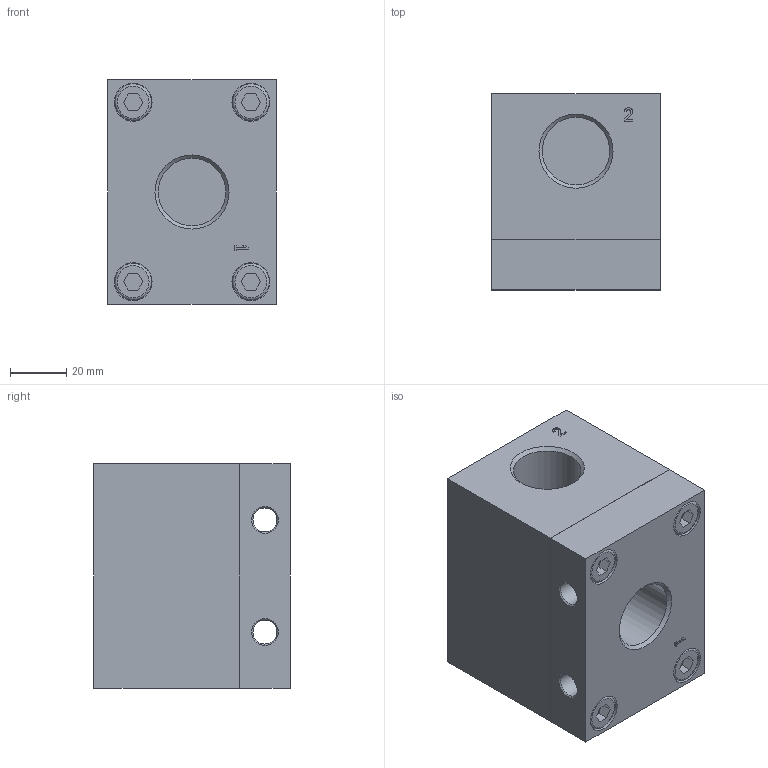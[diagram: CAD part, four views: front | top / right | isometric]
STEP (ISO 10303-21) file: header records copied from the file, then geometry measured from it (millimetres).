
FILE_DESCRIPTION(/* description */ ('STEP AP214'),/* implementation_level */ '2;1');
FILE_NAME(/* name */ '2280_SE-3_4',/* time_stamp */ '2024-09-15T00:33:49+02:00',/* author */ ('License CC BY-ND 4.0'),/* organization */ ('CADENAS'),/* preprocessor_version */ 'ST-DEVELOPER v19.3',/* originating_system */ 'PARTsolutions',/* authorisation */ ' ');
FILE_SCHEMA (('AUTOMOTIVE_DESIGN {1 0 10303 214 3 1 1}'));
Length unit declared in the file: millimetre
Products named in the file (2): 2280 SE-3/4; 2280 SE-3/4--(se)
Assembly tree (1 placements, depth 2):
  2280 SE-3/4
    2280 SE-3/4--(se)
Bounding box: 60 x 70 x 80 mm (x, y, z)
Volume: 303321.1 mm3; surface area: 39097.2 mm2
Topology: 1 solids, 1 shells, 113 faces, 262 edges, 171 vertices
Faces by surface type: plane 81, cylinder 21, cone 7, torus 4
Full cylindrical faces by diameter (mm): 8.5 x2, 13 x4, 13.5 x4, 24.117 x3
Entity records: 3118 total; most frequent: CARTESIAN_POINT 524, DIRECTION 521, ORIENTED_EDGE 476, EDGE_CURVE 238, LINE 185, VECTOR 185, VERTEX_POINT 171, AXIS2_PLACEMENT_3D 168
